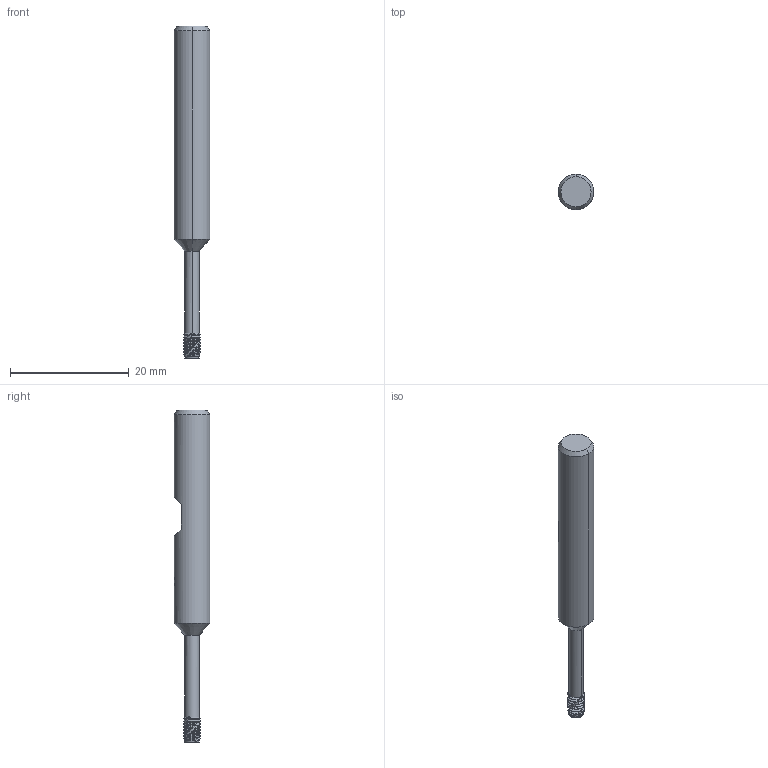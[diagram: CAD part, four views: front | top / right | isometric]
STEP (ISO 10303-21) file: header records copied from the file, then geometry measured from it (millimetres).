
FILE_DESCRIPTION(('no description'),'unknown implementation level');
FILE_NAME('solidwf660pM6ccjGKPSrH0VsmKLuD14_1.STP',' ',('CIM GmbH Aachen'),('CADClick - KiM GmbH - www.kimweb.de'),'unknown preprocess','ACIS','unknown authorization');
FILE_SCHEMA(('automotive_design'));
Length unit declared in the file: millimetre
Products named in the file (2): 1; 2
Bounding box: 6 x 6 x 56 mm (x, y, z)
Volume: 1107.8 mm3; surface area: 959.6 mm2
Topology: 2 solids, 2 shells, 202 faces, 563 edges, 363 vertices
Faces by surface type: cone 101, cylinder 80, plane 12, bspline 6, revolution 3
Entity records: 15855 total; most frequent: CARTESIAN_POINT 4713, STYLED_ITEM 1128, PRESENTATION_STYLE_ASSIGNMENT 1128, COLOUR_RGB 1128, ORIENTED_EDGE 1122, DIRECTION 924, EDGE_CURVE 561, CURVE_STYLE 561
